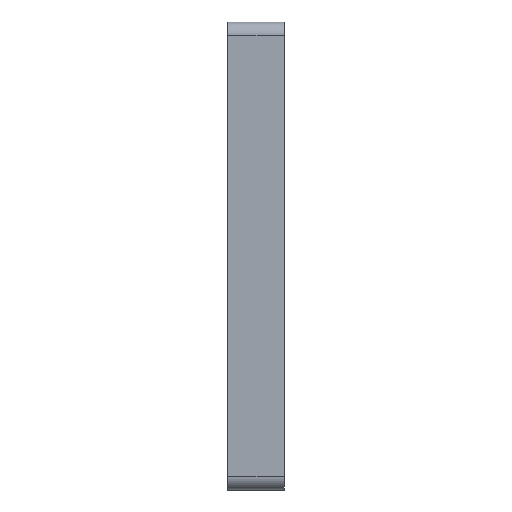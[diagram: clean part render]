
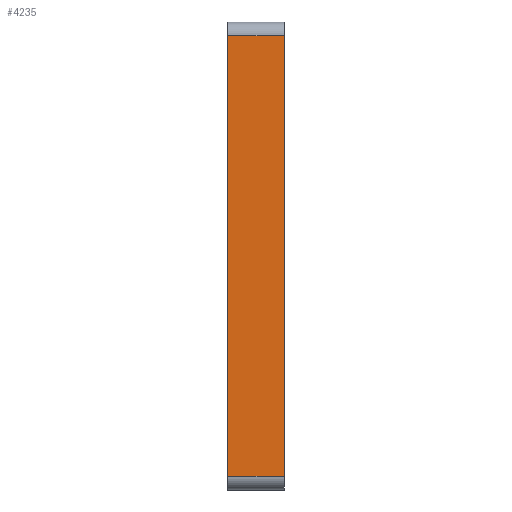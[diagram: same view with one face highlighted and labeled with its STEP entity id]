
A CAD part, left-side view. The second image highlights one B-rep face of the part: STEP entity #4235.
In plain terms, the highlighted planar face has unit normal (-1, 0, 0).
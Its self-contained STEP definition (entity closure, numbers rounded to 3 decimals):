
#81 = DIRECTION ( 'NONE',  ( 0., 0., 1. ) ) ;
#92 = EDGE_CURVE ( 'NONE', #3494, #4388, #3746, .T. ) ;
#180 = PLANE ( 'NONE',  #2954 ) ;
#182 = LINE ( 'NONE', #1301, #1198 ) ;
#360 = CARTESIAN_POINT ( 'NONE',  ( 0., 0., -101. ) ) ;
#486 = VERTEX_POINT ( 'NONE', #4709 ) ;
#551 = ORIENTED_EDGE ( 'NONE', *, *, #3990, .F. ) ;
#679 = EDGE_CURVE ( 'NONE', #3578, #3494, #182, .T. ) ;
#769 = CARTESIAN_POINT ( 'NONE',  ( 0., 0., -3. ) ) ;
#843 = DIRECTION ( 'NONE',  ( 0., 0., -1. ) ) ;
#998 = CARTESIAN_POINT ( 'NONE',  ( 0., 12.6, -3. ) ) ;
#1198 = VECTOR ( 'NONE', #3884, 1000. ) ;
#1203 = LINE ( 'NONE', #1529, #4183 ) ;
#1299 = FACE_OUTER_BOUND ( 'NONE', #3427, .T. ) ;
#1301 = CARTESIAN_POINT ( 'NONE',  ( 0., 3., -3. ) ) ;
#1341 = VECTOR ( 'NONE', #843, 1000. ) ;
#1529 = CARTESIAN_POINT ( 'NONE',  ( 0., 12.6, -101. ) ) ;
#1623 = DIRECTION ( 'NONE',  ( 1., 0., 0. ) ) ;
#1688 = CARTESIAN_POINT ( 'NONE',  ( 0., 0., -3. ) ) ;
#1901 = VECTOR ( 'NONE', #4191, 1000. ) ;
#2093 = EDGE_CURVE ( 'NONE', #486, #4388, #2796, .T. ) ;
#2428 = CARTESIAN_POINT ( 'NONE',  ( 0., 3., -101. ) ) ;
#2796 = LINE ( 'NONE', #2428, #1901 ) ;
#2954 = AXIS2_PLACEMENT_3D ( 'NONE', #3833, #1623, #3117 ) ;
#2981 = ORIENTED_EDGE ( 'NONE', *, *, #679, .F. ) ;
#3117 = DIRECTION ( 'NONE',  ( 0., 0., -1. ) ) ;
#3427 = EDGE_LOOP ( 'NONE', ( #4450, #4247, #2981, #551 ) ) ;
#3494 = VERTEX_POINT ( 'NONE', #1688 ) ;
#3578 = VERTEX_POINT ( 'NONE', #998 ) ;
#3746 = LINE ( 'NONE', #769, #1341 ) ;
#3833 = CARTESIAN_POINT ( 'NONE',  ( 0., 3., -3. ) ) ;
#3884 = DIRECTION ( 'NONE',  ( 0., -1., 0. ) ) ;
#3990 = EDGE_CURVE ( 'NONE', #486, #3578, #1203, .T. ) ;
#4183 = VECTOR ( 'NONE', #81, 1000. ) ;
#4191 = DIRECTION ( 'NONE',  ( 0., -1., 0. ) ) ;
#4235 = ADVANCED_FACE ( 'NONE', ( #1299 ), #180, .F. ) ;
#4247 = ORIENTED_EDGE ( 'NONE', *, *, #92, .F. ) ;
#4388 = VERTEX_POINT ( 'NONE', #360 ) ;
#4450 = ORIENTED_EDGE ( 'NONE', *, *, #2093, .T. ) ;
#4709 = CARTESIAN_POINT ( 'NONE',  ( 0., 12.6, -101. ) ) ;
